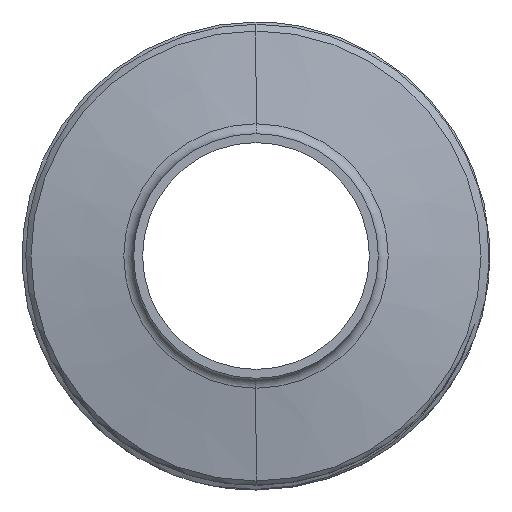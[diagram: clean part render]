
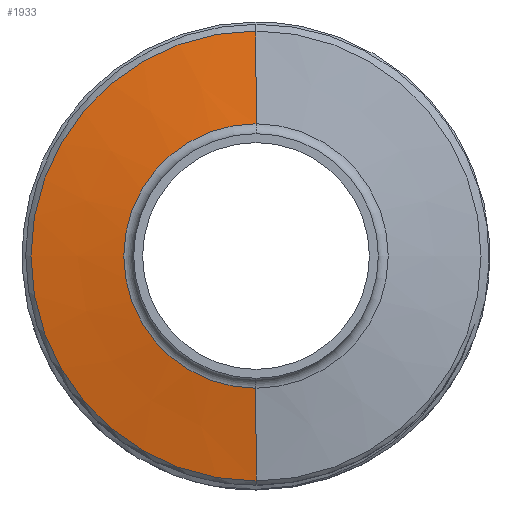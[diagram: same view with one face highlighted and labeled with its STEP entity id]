
A CAD part, left-side view. The second image highlights one B-rep face of the part: STEP entity #1933.
In plain terms, the highlighted conical face has half-angle 80 degrees and reference radius 37.712 mm.
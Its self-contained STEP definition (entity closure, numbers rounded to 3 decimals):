
#118 = CARTESIAN_POINT ( 'NONE',  ( -10.661, 0., -22.153 ) ) ;
#170 = VERTEX_POINT ( 'NONE', #1465 ) ;
#359 = LINE ( 'NONE', #2756, #991 ) ;
#495 = CARTESIAN_POINT ( 'NONE',  ( -7.917, 0., -37.712 ) ) ;
#543 = ORIENTED_EDGE ( 'NONE', *, *, #1164, .T. ) ;
#648 = CARTESIAN_POINT ( 'NONE',  ( -7.917, 0., 0. ) ) ;
#703 = EDGE_LOOP ( 'NONE', ( #2297, #1667, #543, #1279 ) ) ;
#815 = LINE ( 'NONE', #495, #2519 ) ;
#991 = VECTOR ( 'NONE', #2561, 1000. ) ;
#1164 = EDGE_CURVE ( 'NONE', #1516, #3393, #1544, .T. ) ;
#1279 = ORIENTED_EDGE ( 'NONE', *, *, #2606, .F. ) ;
#1350 = DIRECTION ( 'NONE',  ( -1., 0., 0. ) ) ;
#1395 = CIRCLE ( 'NONE', #2328, 22.153 ) ;
#1465 = CARTESIAN_POINT ( 'NONE',  ( -10.661, 0., 22.153 ) ) ;
#1516 = VERTEX_POINT ( 'NONE', #2271 ) ;
#1544 = CIRCLE ( 'NONE', #3163, 37.712 ) ;
#1557 = CARTESIAN_POINT ( 'NONE',  ( -7.917, 0., -37.712 ) ) ;
#1598 = CARTESIAN_POINT ( 'NONE',  ( -10.661, 0., 0. ) ) ;
#1612 = CARTESIAN_POINT ( 'NONE',  ( -7.917, 0., 0. ) ) ;
#1667 = ORIENTED_EDGE ( 'NONE', *, *, #3182, .T. ) ;
#1719 = DIRECTION ( 'NONE',  ( 0., 0., 1. ) ) ;
#1783 = AXIS2_PLACEMENT_3D ( 'NONE', #1612, #3215, #1928 ) ;
#1928 = DIRECTION ( 'NONE',  ( 0., 0., -1. ) ) ;
#1933 = ADVANCED_FACE ( 'NONE', ( #2747 ), #3300, .T. ) ;
#2134 = DIRECTION ( 'NONE',  ( 0.174, 0., -0.985 ) ) ;
#2175 = EDGE_CURVE ( 'NONE', #170, #3162, #1395, .T. ) ;
#2271 = CARTESIAN_POINT ( 'NONE',  ( -7.917, 0., 37.712 ) ) ;
#2297 = ORIENTED_EDGE ( 'NONE', *, *, #2175, .F. ) ;
#2328 = AXIS2_PLACEMENT_3D ( 'NONE', #1598, #1350, #3217 ) ;
#2519 = VECTOR ( 'NONE', #2134, 1000. ) ;
#2561 = DIRECTION ( 'NONE',  ( 0.174, 0., 0.985 ) ) ;
#2606 = EDGE_CURVE ( 'NONE', #3162, #3393, #815, .T. ) ;
#2747 = FACE_OUTER_BOUND ( 'NONE', #703, .T. ) ;
#2756 = CARTESIAN_POINT ( 'NONE',  ( -7.917, 0., 37.712 ) ) ;
#2831 = DIRECTION ( 'NONE',  ( -1., 0., 0. ) ) ;
#3162 = VERTEX_POINT ( 'NONE', #118 ) ;
#3163 = AXIS2_PLACEMENT_3D ( 'NONE', #648, #2831, #1719 ) ;
#3182 = EDGE_CURVE ( 'NONE', #170, #1516, #359, .T. ) ;
#3215 = DIRECTION ( 'NONE',  ( 1., 0., 0. ) ) ;
#3217 = DIRECTION ( 'NONE',  ( 0., 0., 1. ) ) ;
#3300 = CONICAL_SURFACE ( 'NONE', #1783, 37.712, 1.396 ) ;
#3393 = VERTEX_POINT ( 'NONE', #1557 ) ;
